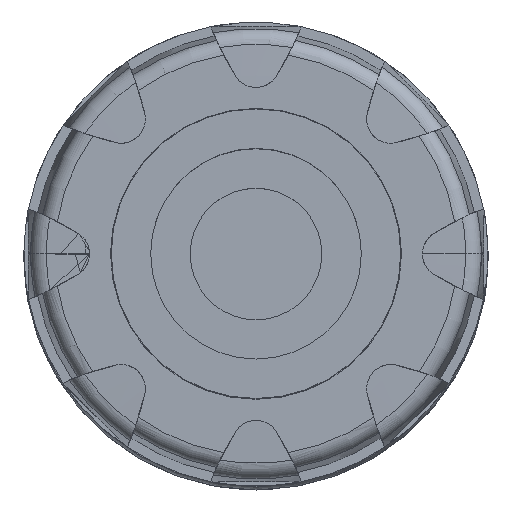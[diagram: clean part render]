
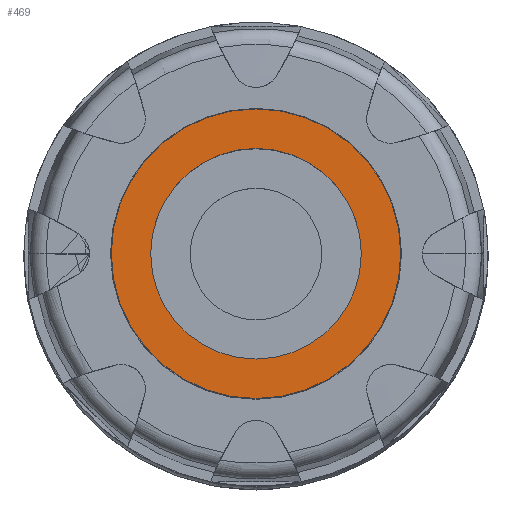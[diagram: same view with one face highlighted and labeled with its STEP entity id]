
A CAD part, top view. The second image highlights one B-rep face of the part: STEP entity #469.
In plain terms, the highlighted planar face has unit normal (0, 0, 1).
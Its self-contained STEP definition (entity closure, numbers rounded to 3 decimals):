
#469=ADVANCED_FACE('',(#1206,#1207),#1208,.T.);
#1206=FACE_BOUND('',#2259,.T.);
#1207=FACE_OUTER_BOUND('',#2260,.T.);
#1208=PLANE('',#2261);
#2259=EDGE_LOOP('',(#3398,#3399));
#2260=EDGE_LOOP('',(#3400,#3401));
#2261=AXIS2_PLACEMENT_3D('',#3402,#3403,#3404);
#3398=ORIENTED_EDGE('',*,*,#6338,.F.);
#3399=ORIENTED_EDGE('',*,*,#6316,.F.);
#3400=ORIENTED_EDGE('',*,*,#6321,.T.);
#3401=ORIENTED_EDGE('',*,*,#6336,.T.);
#3402=CARTESIAN_POINT('',(-9.5,0.0,182.0));
#3403=DIRECTION('',(0.0,0.0,1.0));
#3404=DIRECTION('',(-1.0,0.0,0.0));
#6316=EDGE_CURVE('',#7540,#7536,#7542,.T.);
#6321=EDGE_CURVE('',#7545,#7549,#7551,.T.);
#6336=EDGE_CURVE('',#7549,#7545,#7570,.T.);
#6338=EDGE_CURVE('',#7536,#7540,#7572,.T.);
#7536=VERTEX_POINT('',#9635);
#7540=VERTEX_POINT('',#9640);
#7542=CIRCLE('',#9643,8.0);
#7545=VERTEX_POINT('',#9646);
#7549=VERTEX_POINT('',#9651);
#7551=CIRCLE('',#9654,11.0);
#7570=CIRCLE('',#9675,11.0);
#7572=CIRCLE('',#9677,8.0);
#9635=CARTESIAN_POINT('',(-8.0,0.0,182.0));
#9640=CARTESIAN_POINT('',(8.0,0.,182.0));
#9643=AXIS2_PLACEMENT_3D('',#13902,#13903,#13904);
#9646=CARTESIAN_POINT('',(-11.0,0.0,182.0));
#9651=CARTESIAN_POINT('',(11.0,0.,182.0));
#9654=AXIS2_PLACEMENT_3D('',#13910,#13911,#13912);
#9675=AXIS2_PLACEMENT_3D('',#13936,#13937,#13938);
#9677=AXIS2_PLACEMENT_3D('',#13939,#13940,#13941);
#13902=CARTESIAN_POINT('',(0.0,0.0,182.0));
#13903=DIRECTION('',(0.0,0.0,1.0));
#13904=DIRECTION('',(-1.0,0.0,0.0));
#13910=CARTESIAN_POINT('',(0.0,0.0,182.0));
#13911=DIRECTION('',(0.0,0.0,1.0));
#13912=DIRECTION('',(-1.0,0.0,0.0));
#13936=CARTESIAN_POINT('',(0.0,0.0,182.0));
#13937=DIRECTION('',(0.0,0.0,1.0));
#13938=DIRECTION('',(-1.0,0.0,0.0));
#13939=CARTESIAN_POINT('',(0.0,0.0,182.0));
#13940=DIRECTION('',(0.0,0.0,1.0));
#13941=DIRECTION('',(-1.0,0.0,0.0));
